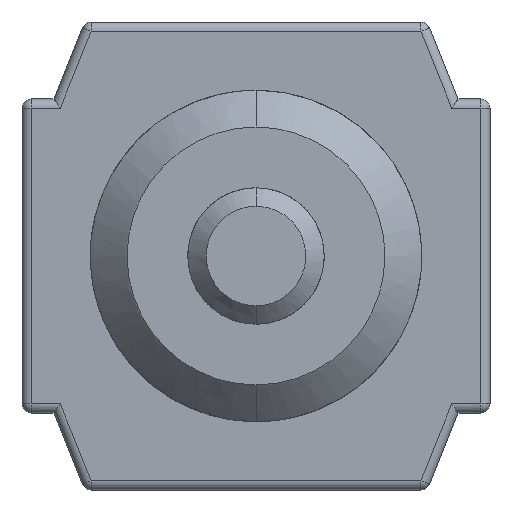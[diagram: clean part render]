
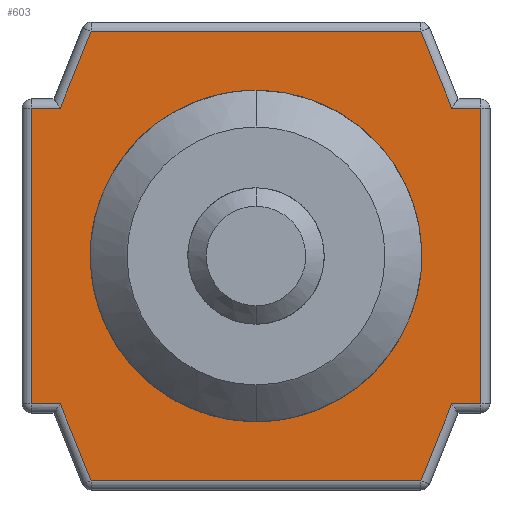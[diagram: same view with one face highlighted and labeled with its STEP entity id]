
A CAD part, front view. The second image highlights one B-rep face of the part: STEP entity #603.
In plain terms, the highlighted planar face has unit normal (0, -1, 0).
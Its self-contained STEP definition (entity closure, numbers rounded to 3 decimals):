
#10 = CARTESIAN_POINT ( 'NONE',  ( -1.22, -2.79, 0.802 ) ) ;
#22 = EDGE_LOOP ( 'NONE', ( #2795, #2826 ) ) ;
#27 = DIRECTION ( 'NONE',  ( 0., 0., 1. ) ) ;
#50 = AXIS2_PLACEMENT_3D ( 'NONE', #977, #3257, #27 ) ;
#58 = EDGE_CURVE ( 'NONE', #2123, #2085, #3295, .T. ) ;
#98 = EDGE_CURVE ( 'NONE', #877, #1292, #1926, .T. ) ;
#117 = EDGE_CURVE ( 'NONE', #927, #1768, #2965, .T. ) ;
#141 = VERTEX_POINT ( 'NONE', #235 ) ;
#157 = EDGE_CURVE ( 'NONE', #1305, #2515, #932, .T. ) ;
#164 = CARTESIAN_POINT ( 'NONE',  ( 1.22, -2.79, 0.852 ) ) ;
#192 = CIRCLE ( 'NONE', #1836, 0.9 ) ;
#201 = VECTOR ( 'NONE', #707, 1000. ) ;
#235 = CARTESIAN_POINT ( 'NONE',  ( 1.062, -2.79, 0.802 ) ) ;
#248 = CARTESIAN_POINT ( 'NONE',  ( 0.883, -2.79, 1.251 ) ) ;
#284 = FACE_OUTER_BOUND ( 'NONE', #409, .T. ) ;
#344 = VECTOR ( 'NONE', #2757, 1000. ) ;
#409 = EDGE_LOOP ( 'NONE', ( #2395, #1532, #2874, #589, #2052, #1061, #2693, #1094, #1727, #967, #2646, #3141 ) ) ;
#449 = VERTEX_POINT ( 'NONE', #2533 ) ;
#460 = EDGE_CURVE ( 'NONE', #1732, #1333, #2336, .T. ) ;
#467 = CARTESIAN_POINT ( 'NONE',  ( 0.895, -2.79, -1.22 ) ) ;
#472 = LINE ( 'NONE', #248, #344 ) ;
#498 = VERTEX_POINT ( 'NONE', #467 ) ;
#548 = CARTESIAN_POINT ( 'NONE',  ( -0.883, -2.79, -1.251 ) ) ;
#589 = ORIENTED_EDGE ( 'NONE', *, *, #460, .T. ) ;
#603 = ADVANCED_FACE ( 'NONE', ( #284, #1656 ), #2018, .F. ) ;
#609 = EDGE_CURVE ( 'NONE', #2085, #498, #2439, .T. ) ;
#613 = CARTESIAN_POINT ( 'NONE',  ( 0., -2.79, 0. ) ) ;
#635 = CARTESIAN_POINT ( 'NONE',  ( -1.062, -2.79, 0.802 ) ) ;
#707 = DIRECTION ( 'NONE',  ( -1., 0., 0. ) ) ;
#754 = VECTOR ( 'NONE', #2510, 1000. ) ;
#821 = LINE ( 'NONE', #2888, #1984 ) ;
#856 = DIRECTION ( 'NONE',  ( 0., 0., 1. ) ) ;
#877 = VERTEX_POINT ( 'NONE', #1935 ) ;
#903 = LINE ( 'NONE', #2027, #1515 ) ;
#927 = VERTEX_POINT ( 'NONE', #1712 ) ;
#932 = LINE ( 'NONE', #1393, #1062 ) ;
#967 = ORIENTED_EDGE ( 'NONE', *, *, #609, .T. ) ;
#977 = CARTESIAN_POINT ( 'NONE',  ( 0., -2.79, 0. ) ) ;
#985 = DIRECTION ( 'NONE',  ( 0.371, 0., -0.928 ) ) ;
#1012 = DIRECTION ( 'NONE',  ( -1., 0., 0. ) ) ;
#1045 = EDGE_CURVE ( 'NONE', #1167, #2123, #903, .T. ) ;
#1061 = ORIENTED_EDGE ( 'NONE', *, *, #157, .T. ) ;
#1062 = VECTOR ( 'NONE', #2640, 1000. ) ;
#1094 = ORIENTED_EDGE ( 'NONE', *, *, #1045, .T. ) ;
#1131 = CARTESIAN_POINT ( 'NONE',  ( 1.22, -2.79, -0.802 ) ) ;
#1140 = CARTESIAN_POINT ( 'NONE',  ( -0.895, -2.79, 1.22 ) ) ;
#1167 = VERTEX_POINT ( 'NONE', #2365 ) ;
#1185 = EDGE_CURVE ( 'NONE', #1768, #927, #192, .T. ) ;
#1292 = VERTEX_POINT ( 'NONE', #1131 ) ;
#1305 = VERTEX_POINT ( 'NONE', #635 ) ;
#1311 = LINE ( 'NONE', #1978, #2873 ) ;
#1333 = VERTEX_POINT ( 'NONE', #1140 ) ;
#1354 = EDGE_CURVE ( 'NONE', #1292, #449, #1738, .T. ) ;
#1374 = DIRECTION ( 'NONE',  ( 0., 0., -1. ) ) ;
#1376 = VECTOR ( 'NONE', #1707, 1000. ) ;
#1393 = CARTESIAN_POINT ( 'NONE',  ( -1.27, -2.79, 0.802 ) ) ;
#1399 = DIRECTION ( 'NONE',  ( 1., 0., 0. ) ) ;
#1446 = AXIS2_PLACEMENT_3D ( 'NONE', #3278, #1504, #2264 ) ;
#1504 = DIRECTION ( 'NONE',  ( 0., 1., 0. ) ) ;
#1515 = VECTOR ( 'NONE', #2270, 1000. ) ;
#1532 = ORIENTED_EDGE ( 'NONE', *, *, #1618, .T. ) ;
#1535 = EDGE_CURVE ( 'NONE', #498, #877, #1311, .T. ) ;
#1618 = EDGE_CURVE ( 'NONE', #449, #141, #1742, .T. ) ;
#1654 = CARTESIAN_POINT ( 'NONE',  ( 1.27, -2.79, -0.802 ) ) ;
#1656 = FACE_BOUND ( 'NONE', #22, .T. ) ;
#1685 = VECTOR ( 'NONE', #1942, 1000. ) ;
#1707 = DIRECTION ( 'NONE',  ( -0.371, 0., -0.928 ) ) ;
#1712 = CARTESIAN_POINT ( 'NONE',  ( 0., -2.79, -0.9 ) ) ;
#1717 = DIRECTION ( 'NONE',  ( 0.371, 0., 0.928 ) ) ;
#1727 = ORIENTED_EDGE ( 'NONE', *, *, #58, .T. ) ;
#1732 = VERTEX_POINT ( 'NONE', #1945 ) ;
#1738 = LINE ( 'NONE', #164, #1685 ) ;
#1742 = LINE ( 'NONE', #2523, #1925 ) ;
#1759 = CARTESIAN_POINT ( 'NONE',  ( 0.929, -2.79, -1.22 ) ) ;
#1768 = VERTEX_POINT ( 'NONE', #2207 ) ;
#1805 = EDGE_CURVE ( 'NONE', #1333, #1305, #3195, .T. ) ;
#1818 = VECTOR ( 'NONE', #1399, 1000. ) ;
#1836 = AXIS2_PLACEMENT_3D ( 'NONE', #613, #2372, #856 ) ;
#1916 = EDGE_CURVE ( 'NONE', #141, #1732, #472, .T. ) ;
#1925 = VECTOR ( 'NONE', #1012, 1000. ) ;
#1926 = LINE ( 'NONE', #1654, #1818 ) ;
#1935 = CARTESIAN_POINT ( 'NONE',  ( 1.062, -2.79, -0.802 ) ) ;
#1942 = DIRECTION ( 'NONE',  ( 0., 0., 1. ) ) ;
#1945 = CARTESIAN_POINT ( 'NONE',  ( 0.895, -2.79, 1.22 ) ) ;
#1978 = CARTESIAN_POINT ( 'NONE',  ( 1.05, -2.79, -0.834 ) ) ;
#1984 = VECTOR ( 'NONE', #1374, 1000. ) ;
#2018 = PLANE ( 'NONE',  #1446 ) ;
#2027 = CARTESIAN_POINT ( 'NONE',  ( -1.096, -2.79, -0.802 ) ) ;
#2052 = ORIENTED_EDGE ( 'NONE', *, *, #1805, .T. ) ;
#2085 = VERTEX_POINT ( 'NONE', #2817 ) ;
#2123 = VERTEX_POINT ( 'NONE', #2905 ) ;
#2207 = CARTESIAN_POINT ( 'NONE',  ( 0., -2.79, 0.9 ) ) ;
#2264 = DIRECTION ( 'NONE',  ( 0., 0., 1. ) ) ;
#2270 = DIRECTION ( 'NONE',  ( 1., 0., 0. ) ) ;
#2288 = CARTESIAN_POINT ( 'NONE',  ( -1.05, -2.79, 0.834 ) ) ;
#2336 = LINE ( 'NONE', #3230, #201 ) ;
#2365 = CARTESIAN_POINT ( 'NONE',  ( -1.22, -2.79, -0.802 ) ) ;
#2372 = DIRECTION ( 'NONE',  ( 0., 1., 0. ) ) ;
#2395 = ORIENTED_EDGE ( 'NONE', *, *, #1354, .T. ) ;
#2439 = LINE ( 'NONE', #1759, #754 ) ;
#2510 = DIRECTION ( 'NONE',  ( 1., 0., 0. ) ) ;
#2515 = VERTEX_POINT ( 'NONE', #10 ) ;
#2523 = CARTESIAN_POINT ( 'NONE',  ( 1.096, -2.79, 0.802 ) ) ;
#2524 = VECTOR ( 'NONE', #985, 1000. ) ;
#2533 = CARTESIAN_POINT ( 'NONE',  ( 1.22, -2.79, 0.802 ) ) ;
#2640 = DIRECTION ( 'NONE',  ( -1., 0., 0. ) ) ;
#2646 = ORIENTED_EDGE ( 'NONE', *, *, #1535, .T. ) ;
#2693 = ORIENTED_EDGE ( 'NONE', *, *, #2849, .T. ) ;
#2757 = DIRECTION ( 'NONE',  ( -0.371, 0., 0.928 ) ) ;
#2795 = ORIENTED_EDGE ( 'NONE', *, *, #1185, .T. ) ;
#2817 = CARTESIAN_POINT ( 'NONE',  ( -0.895, -2.79, -1.22 ) ) ;
#2826 = ORIENTED_EDGE ( 'NONE', *, *, #117, .T. ) ;
#2849 = EDGE_CURVE ( 'NONE', #2515, #1167, #821, .T. ) ;
#2873 = VECTOR ( 'NONE', #1717, 1000. ) ;
#2874 = ORIENTED_EDGE ( 'NONE', *, *, #1916, .T. ) ;
#2888 = CARTESIAN_POINT ( 'NONE',  ( -1.22, -2.79, -0.852 ) ) ;
#2905 = CARTESIAN_POINT ( 'NONE',  ( -1.062, -2.79, -0.802 ) ) ;
#2965 = CIRCLE ( 'NONE', #50, 0.9 ) ;
#3141 = ORIENTED_EDGE ( 'NONE', *, *, #98, .T. ) ;
#3195 = LINE ( 'NONE', #2288, #1376 ) ;
#3230 = CARTESIAN_POINT ( 'NONE',  ( -0.929, -2.79, 1.22 ) ) ;
#3257 = DIRECTION ( 'NONE',  ( 0., 1., 0. ) ) ;
#3278 = CARTESIAN_POINT ( 'NONE',  ( 0., -2.79, 0. ) ) ;
#3295 = LINE ( 'NONE', #548, #2524 ) ;
